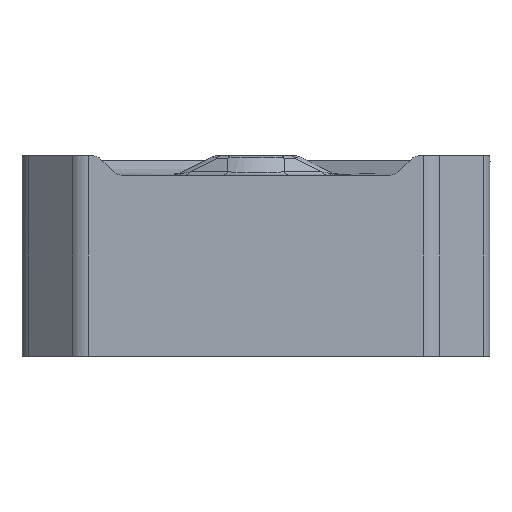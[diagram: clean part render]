
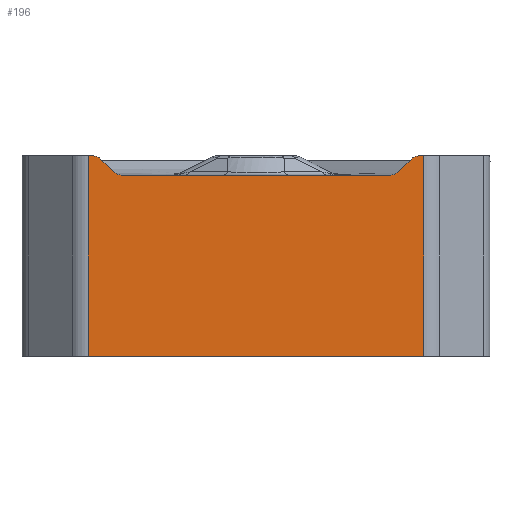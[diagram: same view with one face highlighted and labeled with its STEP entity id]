
A CAD part, front view. The second image highlights one B-rep face of the part: STEP entity #196.
In plain terms, the highlighted planar face has unit normal (0, -1, 0).
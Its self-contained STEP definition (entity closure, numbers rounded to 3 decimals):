
#119=FACE_OUTER_BOUND('',#323,.T.);
#196=ADVANCED_FACE('',(#119),#277,.F.);
#277=PLANE('',#1487);
#323=EDGE_LOOP('',(#621,#622,#623,#624,#625,#626,#627,#628,#629,#630,#631,
#632));
#412=LINE('',#2260,#490);
#426=LINE('',#2412,#505);
#427=LINE('',#2416,#506);
#428=LINE('',#2418,#507);
#429=LINE('',#2422,#508);
#430=LINE('',#2426,#509);
#431=LINE('',#2430,#510);
#432=LINE('',#2434,#511);
#490=VECTOR('',#1634,1.);
#505=VECTOR('',#1675,1.);
#506=VECTOR('',#1680,1.);
#507=VECTOR('',#1681,1.);
#508=VECTOR('',#1684,1.);
#509=VECTOR('',#1687,1.);
#510=VECTOR('',#1690,1.);
#511=VECTOR('',#1693,1.);
#621=ORIENTED_EDGE('',*,*,#1121,.F.);
#622=ORIENTED_EDGE('',*,*,#1152,.F.);
#623=ORIENTED_EDGE('',*,*,#1153,.T.);
#624=ORIENTED_EDGE('',*,*,#1154,.T.);
#625=ORIENTED_EDGE('',*,*,#1155,.T.);
#626=ORIENTED_EDGE('',*,*,#1156,.T.);
#627=ORIENTED_EDGE('',*,*,#1157,.T.);
#628=ORIENTED_EDGE('',*,*,#1158,.T.);
#629=ORIENTED_EDGE('',*,*,#1159,.T.);
#630=ORIENTED_EDGE('',*,*,#1160,.T.);
#631=ORIENTED_EDGE('',*,*,#1161,.T.);
#632=ORIENTED_EDGE('',*,*,#1150,.T.);
#990=VERTEX_POINT('',#2259);
#991=VERTEX_POINT('',#2261);
#1012=VERTEX_POINT('',#2413);
#1013=VERTEX_POINT('',#2417);
#1014=VERTEX_POINT('',#2419);
#1015=VERTEX_POINT('',#2421);
#1016=VERTEX_POINT('',#2423);
#1017=VERTEX_POINT('',#2425);
#1018=VERTEX_POINT('',#2427);
#1019=VERTEX_POINT('',#2429);
#1020=VERTEX_POINT('',#2431);
#1021=VERTEX_POINT('',#2433);
#1121=EDGE_CURVE('',#990,#991,#412,.T.);
#1150=EDGE_CURVE('',#1012,#991,#426,.T.);
#1152=EDGE_CURVE('',#1013,#990,#427,.T.);
#1153=EDGE_CURVE('',#1013,#1014,#428,.T.);
#1154=EDGE_CURVE('',#1014,#1015,#1328,.T.);
#1155=EDGE_CURVE('',#1015,#1016,#429,.T.);
#1156=EDGE_CURVE('',#1016,#1017,#1329,.T.);
#1157=EDGE_CURVE('',#1017,#1018,#430,.T.);
#1158=EDGE_CURVE('',#1018,#1019,#1330,.T.);
#1159=EDGE_CURVE('',#1019,#1020,#431,.T.);
#1160=EDGE_CURVE('',#1020,#1021,#1331,.T.);
#1161=EDGE_CURVE('',#1021,#1012,#432,.T.);
#1328=CIRCLE('',#1483,0.3);
#1329=CIRCLE('',#1484,0.3);
#1330=CIRCLE('',#1485,0.3);
#1331=CIRCLE('',#1486,0.3);
#1483=AXIS2_PLACEMENT_3D('',#2420,#1682,#1683);
#1484=AXIS2_PLACEMENT_3D('',#2424,#1685,#1686);
#1485=AXIS2_PLACEMENT_3D('',#2428,#1688,#1689);
#1486=AXIS2_PLACEMENT_3D('',#2432,#1691,#1692);
#1487=AXIS2_PLACEMENT_3D('',#2435,#1694,#1695);
#1634=DIRECTION('',(-1.,0.,0.));
#1675=DIRECTION('',(0.,0.,-1.));
#1680=DIRECTION('',(0.,0.,-1.));
#1681=DIRECTION('',(-1.,0.,0.));
#1682=DIRECTION('',(0.,-1.,0.));
#1683=DIRECTION('',(-1.,0.,0.));
#1684=DIRECTION('',(-0.707,0.,-0.707));
#1685=DIRECTION('',(0.,1.,0.));
#1686=DIRECTION('',(0.,0.,-1.));
#1687=DIRECTION('',(-1.,0.,0.));
#1688=DIRECTION('',(0.,1.,0.));
#1689=DIRECTION('',(1.,0.,0.));
#1690=DIRECTION('',(-0.707,0.,0.707));
#1691=DIRECTION('',(0.,-1.,0.));
#1692=DIRECTION('',(-1.,0.,0.));
#1693=DIRECTION('',(-1.,0.,0.));
#1694=DIRECTION('',(0.,1.,0.));
#1695=DIRECTION('',(-1.,0.,0.));
#2259=CARTESIAN_POINT('',(4.66,-6.5,-5.43));
#2260=CARTESIAN_POINT('',(0.,-6.5,-5.43));
#2261=CARTESIAN_POINT('',(-4.66,-6.5,-5.43));
#2412=CARTESIAN_POINT('',(-4.66,-6.5,10.));
#2413=CARTESIAN_POINT('',(-4.66,-6.5,0.13));
#2416=CARTESIAN_POINT('',(4.66,-6.5,10.));
#2417=CARTESIAN_POINT('',(4.66,-6.5,0.13));
#2418=CARTESIAN_POINT('',(5.936,-6.5,0.13));
#2419=CARTESIAN_POINT('',(4.524,-6.5,0.13));
#2420=CARTESIAN_POINT('',(4.524,-6.5,-0.17));
#2421=CARTESIAN_POINT('',(4.312,-6.5,0.042));
#2422=CARTESIAN_POINT('',(4.4,-6.5,0.13));
#2423=CARTESIAN_POINT('',(3.958,-6.5,-0.312));
#2424=CARTESIAN_POINT('',(3.746,-6.5,-0.1));
#2425=CARTESIAN_POINT('',(3.746,-6.5,-0.4));
#2426=CARTESIAN_POINT('',(-4.012,-6.5,-0.4));
#2427=CARTESIAN_POINT('',(-3.746,-6.5,-0.4));
#2428=CARTESIAN_POINT('',(-3.746,-6.5,-0.1));
#2429=CARTESIAN_POINT('',(-3.958,-6.5,-0.312));
#2430=CARTESIAN_POINT('',(-4.4,-6.5,0.13));
#2431=CARTESIAN_POINT('',(-4.312,-6.5,0.042));
#2432=CARTESIAN_POINT('',(-4.524,-6.5,-0.17));
#2433=CARTESIAN_POINT('',(-4.524,-6.5,0.13));
#2434=CARTESIAN_POINT('',(-5.936,-6.5,0.13));
#2435=CARTESIAN_POINT('',(0.,-6.5,10.));
